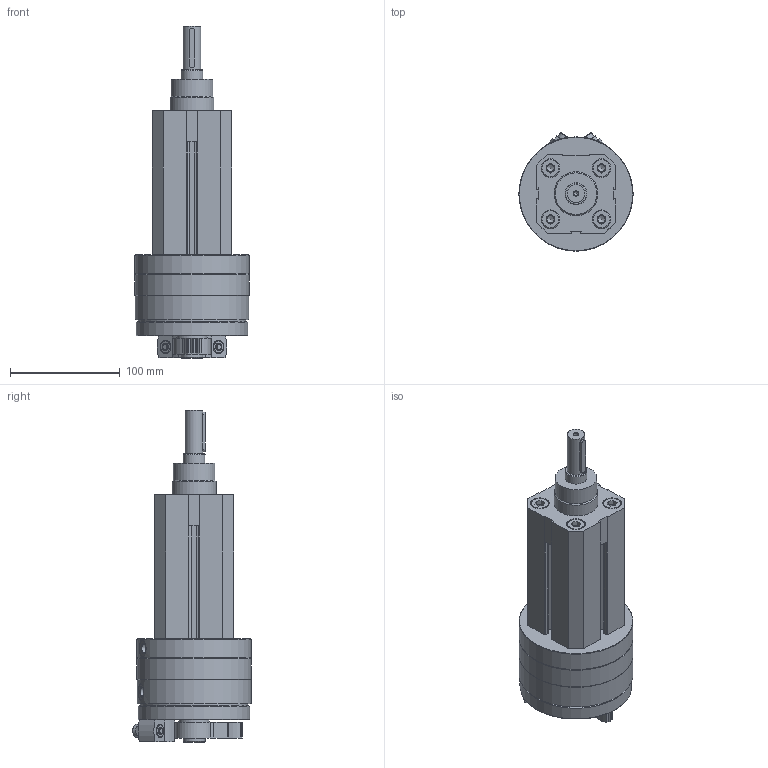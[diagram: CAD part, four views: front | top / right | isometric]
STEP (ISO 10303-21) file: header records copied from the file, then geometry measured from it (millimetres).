
FILE_DESCRIPTION(/* description */ ('STEP AP214'),/* implementation_level */ '2;1');
FILE_NAME(/* name */ '556690_DSL-32-25-270-P-A-S2-KF-B',/* time_stamp */ '2024-08-21T16:45:50+02:00',/* author */ ('License CC BY-ND 4.0'),/* organization */ ('CADENAS'),/* preprocessor_version */ 'ST-DEVELOPER v19.3',/* originating_system */ 'PARTsolutions',/* authorisation */ ' ');
FILE_SCHEMA (('AUTOMOTIVE_DESIGN {1 0 10303 214 3 1 1}'));
Length unit declared in the file: millimetre
Products named in the file (12): 556690 DSL-32-25-270-P-A-S2-KF-B---(0_0); 556690 DSL-32-25-270-P-A-S2-KF-B-25_bz; 704065 DSM-32-BR---(HZ); 710517 DSM-32-P-B; 371075 SLT-16; 342622 DSM-32_NS; DIN-912 - M6x25(F); 348987 SPZ-20 M12X1-4-15; 704064 DSM-32-BL---(HZ); 556690 DSL-25-0_k_kf; 306998 DSL; Shim ring DIN 988 20x28x2
Assembly tree (16 placements, depth 2):
  556690 DSL-32-25-270-P-A-S2-KF-B---(0_0)
    556690 DSL-32-25-270-P-A-S2-KF-B-25_bz
    704065 DSM-32-BR---(HZ)
    710517 DSM-32-P-B  x2
    371075 SLT-16  x2
    342622 DSM-32_NS  x2
    DIN-912 - M6x25(F)  x2
    348987 SPZ-20 M12X1-4-15  x2
    704064 DSM-32-BL---(HZ)
    556690 DSL-25-0_k_kf
    306998 DSL
    Shim ring DIN 988 20x28x2
Bounding box: 104 x 107.81 x 302.1 mm (x, y, z)
Volume: 1231877.1 mm3; surface area: 166245.1 mm2
Topology: 16 solids, 16 shells, 529 faces, 1274 edges, 806 vertices
Faces by surface type: plane 275, cylinder 168, cone 82, torus 4
Full cylindrical faces by diameter (mm): 1.567 x2, 1.9 x2, 4 x2, 4.134 x1, 4.917 x2, 6 x2, 6.6 x2, 6.647 x4, 7 x2, 8 x4, 8.566 x4, 10 x2, 10.917 x4, 11 x2, 12 x2, 13 x2, 15 x4, 16 x1, 17 x4, 20 x5, 28 x1, 38 x1, 40 x1, 43 x1, 49 x1, 63 x1, 72 x1, 98.5 x1, 101.5 x1, 103.65 x1
Entity records: 13048 total; most frequent: CARTESIAN_POINT 2349, DIRECTION 2253, ORIENTED_EDGE 1932, EDGE_CURVE 966, AXIS2_PLACEMENT_3D 848, VERTEX_POINT 686, FACE_BOUND 628, EDGE_LOOP 619
